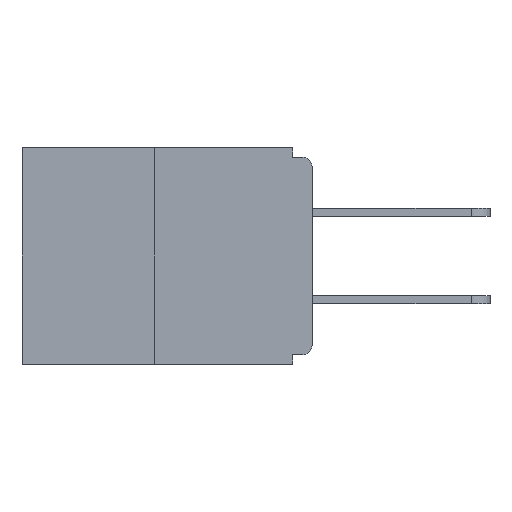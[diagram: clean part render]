
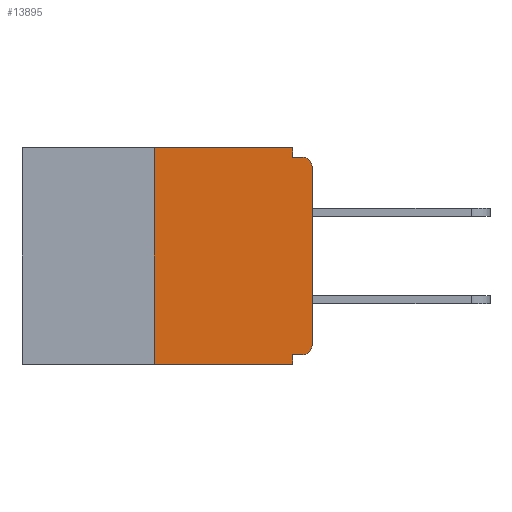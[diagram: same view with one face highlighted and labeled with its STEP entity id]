
A CAD part, left-side view. The second image highlights one B-rep face of the part: STEP entity #13895.
In plain terms, the highlighted planar face has unit normal (-1, 0, 0).
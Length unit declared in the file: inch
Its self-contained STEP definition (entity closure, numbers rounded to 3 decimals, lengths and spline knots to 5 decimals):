
#258 = DIRECTION ( 'NONE',  ( 0., -1., 0. ) ) ;
#342 = ORIENTED_EDGE ( 'NONE', *, *, #18963, .F. ) ;
#1046 = CARTESIAN_POINT ( 'NONE',  ( 0., 0.031, 0. ) ) ;
#1258 = CARTESIAN_POINT ( 'NONE',  ( 0., 0., 0. ) ) ;
#1379 = EDGE_LOOP ( 'NONE', ( #5600, #16051, #5123, #9992, #2477, #8863, #10464, #10585, #16535, #342 ) ) ;
#1483 = VECTOR ( 'NONE', #17518, 39.37008 ) ;
#1921 = DIRECTION ( 'NONE',  ( 0., 0., -1. ) ) ;
#2477 = ORIENTED_EDGE ( 'NONE', *, *, #11141, .F. ) ;
#2697 = LINE ( 'NONE', #1258, #19322 ) ;
#3250 = CARTESIAN_POINT ( 'NONE',  ( 0., 0.015, -0.313 ) ) ;
#3392 = CARTESIAN_POINT ( 'NONE',  ( 0., 0.015, -0.03 ) ) ;
#3524 = AXIS2_PLACEMENT_3D ( 'NONE', #14288, #4615, #6257 ) ;
#3605 = CARTESIAN_POINT ( 'NONE',  ( 0., 0.25, 0. ) ) ;
#3865 = VECTOR ( 'NONE', #10430, 39.37008 ) ;
#3870 = DIRECTION ( 'NONE',  ( 0., 0., 1. ) ) ;
#4615 = DIRECTION ( 'NONE',  ( 1., 0., 0. ) ) ;
#4931 = VERTEX_POINT ( 'NONE', #6637 ) ;
#4943 = EDGE_CURVE ( 'NONE', #10186, #20045, #13369, .T. ) ;
#5058 = DIRECTION ( 'NONE',  ( -1., 0., 0. ) ) ;
#5123 = ORIENTED_EDGE ( 'NONE', *, *, #4943, .T. ) ;
#5600 = ORIENTED_EDGE ( 'NONE', *, *, #17783, .F. ) ;
#5693 = EDGE_CURVE ( 'NONE', #4931, #12244, #20413, .T. ) ;
#5732 = CARTESIAN_POINT ( 'NONE',  ( 0., 0.031, 0. ) ) ;
#6031 = CIRCLE ( 'NONE', #19850, 0.015 ) ;
#6101 = AXIS2_PLACEMENT_3D ( 'NONE', #3250, #5058, #17682 ) ;
#6145 = EDGE_CURVE ( 'NONE', #10186, #14990, #12825, .T. ) ;
#6257 = DIRECTION ( 'NONE',  ( 0., 0., -1. ) ) ;
#6552 = PLANE ( 'NONE',  #3524 ) ;
#6637 = CARTESIAN_POINT ( 'NONE',  ( 0., 0.015, -0.328 ) ) ;
#6980 = LINE ( 'NONE', #8310, #8502 ) ;
#7317 = EDGE_CURVE ( 'NONE', #7946, #10539, #19196, .T. ) ;
#7662 = DIRECTION ( 'NONE',  ( 0., 0., 1. ) ) ;
#7946 = VERTEX_POINT ( 'NONE', #11944 ) ;
#8165 = CARTESIAN_POINT ( 'NONE',  ( 0., 0.031, -0.328 ) ) ;
#8182 = CARTESIAN_POINT ( 'NONE',  ( 0., 0.46, 0. ) ) ;
#8188 = LINE ( 'NONE', #5732, #3865 ) ;
#8310 = CARTESIAN_POINT ( 'NONE',  ( 0., 0.031, -0.343 ) ) ;
#8502 = VECTOR ( 'NONE', #1921, 39.37008 ) ;
#8843 = DIRECTION ( 'NONE',  ( 0., 1., 0. ) ) ;
#8863 = ORIENTED_EDGE ( 'NONE', *, *, #5693, .T. ) ;
#9543 = VECTOR ( 'NONE', #3870, 39.37008 ) ;
#9992 = ORIENTED_EDGE ( 'NONE', *, *, #10818, .F. ) ;
#10186 = VERTEX_POINT ( 'NONE', #17602 ) ;
#10430 = DIRECTION ( 'NONE',  ( 0., 0., -1. ) ) ;
#10464 = ORIENTED_EDGE ( 'NONE', *, *, #14100, .T. ) ;
#10539 = VERTEX_POINT ( 'NONE', #17715 ) ;
#10585 = ORIENTED_EDGE ( 'NONE', *, *, #12604, .T. ) ;
#10818 = EDGE_CURVE ( 'NONE', #10838, #20045, #6980, .T. ) ;
#10838 = VERTEX_POINT ( 'NONE', #8165 ) ;
#11141 = EDGE_CURVE ( 'NONE', #4931, #10838, #20323, .T. ) ;
#11400 = DIRECTION ( 'NONE',  ( -1., 0., 0. ) ) ;
#11563 = CARTESIAN_POINT ( 'NONE',  ( 0., 0., -0.015 ) ) ;
#11875 = VECTOR ( 'NONE', #17878, 39.37008 ) ;
#11944 = CARTESIAN_POINT ( 'NONE',  ( 0., 0.031, -0.015 ) ) ;
#12244 = VERTEX_POINT ( 'NONE', #14033 ) ;
#12604 = EDGE_CURVE ( 'NONE', #19456, #10539, #6031, .T. ) ;
#12825 = LINE ( 'NONE', #3605, #9543 ) ;
#13308 = FACE_OUTER_BOUND ( 'NONE', #1379, .T. ) ;
#13369 = LINE ( 'NONE', #19436, #1483 ) ;
#13667 = CARTESIAN_POINT ( 'NONE',  ( 0., 0.031, -0.343 ) ) ;
#13895 = ADVANCED_FACE ( 'NONE', ( #13308 ), #6552, .F. ) ;
#13898 = CARTESIAN_POINT ( 'NONE',  ( 0., 0., -0.328 ) ) ;
#14033 = CARTESIAN_POINT ( 'NONE',  ( 0., 0., -0.313 ) ) ;
#14099 = CARTESIAN_POINT ( 'NONE',  ( 0., 0.25, 0. ) ) ;
#14100 = EDGE_CURVE ( 'NONE', #12244, #19456, #2697, .T. ) ;
#14288 = CARTESIAN_POINT ( 'NONE',  ( 0., 0.46, 0. ) ) ;
#14505 = VECTOR ( 'NONE', #8843, 39.37008 ) ;
#14990 = VERTEX_POINT ( 'NONE', #14099 ) ;
#16051 = ORIENTED_EDGE ( 'NONE', *, *, #6145, .F. ) ;
#16193 = VERTEX_POINT ( 'NONE', #1046 ) ;
#16272 = DIRECTION ( 'NONE',  ( 0., 0., -1. ) ) ;
#16535 = ORIENTED_EDGE ( 'NONE', *, *, #7317, .F. ) ;
#16895 = LINE ( 'NONE', #8182, #11875 ) ;
#16934 = VECTOR ( 'NONE', #258, 39.37008 ) ;
#17518 = DIRECTION ( 'NONE',  ( 0., -1., 0. ) ) ;
#17602 = CARTESIAN_POINT ( 'NONE',  ( 0., 0.25, -0.343 ) ) ;
#17682 = DIRECTION ( 'NONE',  ( 0., 0., -1. ) ) ;
#17715 = CARTESIAN_POINT ( 'NONE',  ( 0., 0.015, -0.015 ) ) ;
#17783 = EDGE_CURVE ( 'NONE', #14990, #16193, #16895, .T. ) ;
#17878 = DIRECTION ( 'NONE',  ( 0., -1., 0. ) ) ;
#18963 = EDGE_CURVE ( 'NONE', #16193, #7946, #8188, .T. ) ;
#19196 = LINE ( 'NONE', #11563, #16934 ) ;
#19322 = VECTOR ( 'NONE', #7662, 39.37008 ) ;
#19436 = CARTESIAN_POINT ( 'NONE',  ( 0., 0.46, -0.343 ) ) ;
#19456 = VERTEX_POINT ( 'NONE', #20909 ) ;
#19850 = AXIS2_PLACEMENT_3D ( 'NONE', #3392, #11400, #16272 ) ;
#20045 = VERTEX_POINT ( 'NONE', #13667 ) ;
#20323 = LINE ( 'NONE', #13898, #14505 ) ;
#20413 = CIRCLE ( 'NONE', #6101, 0.015 ) ;
#20909 = CARTESIAN_POINT ( 'NONE',  ( 0., 0., -0.03 ) ) ;
